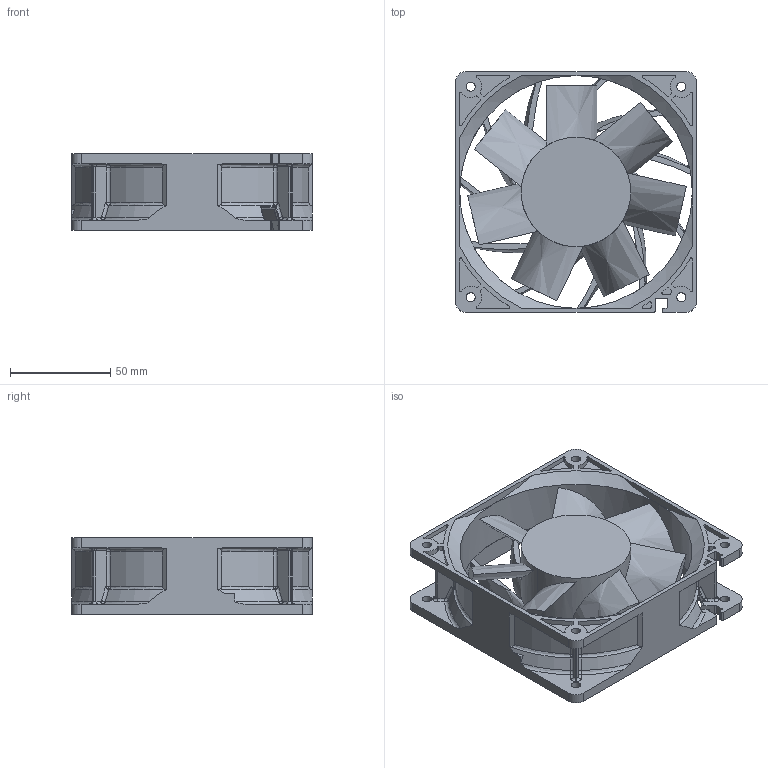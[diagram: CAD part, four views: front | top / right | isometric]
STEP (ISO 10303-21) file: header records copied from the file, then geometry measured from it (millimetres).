
FILE_DESCRIPTION((''),'2;1');
FILE_NAME('410130490006','2015-04-24T',('ALAN.KH.KAO'),(''),'PRO/ENGINEER BY PARAMETRIC TECHNOLOGY CORPORATION, 2012420','PRO/ENGINEER BY PARAMETRIC TECHNOLOGY CORPORATION, 2012420','');
FILE_SCHEMA(('CONFIG_CONTROL_DESIGN'));
Length unit declared in the file: millimetre
Products named in the file (1): 410130490006
Bounding box: 120 x 120 x 38 mm (x, y, z)
Volume: 172491.3 mm3; surface area: 77422.7 mm2
Topology: 1 solids, 1 shells, 654 faces, 1897 edges, 1239 vertices
Faces by surface type: cylinder 226, plane 173, bspline 141, torus 49, cone 39, extrusion 14, sphere 12
Entity records: 39607 total; most frequent: CARTESIAN_POINT 23490, ORIENTED_EDGE 3778, DIRECTION 2878, EDGE_CURVE 1889, VERTEX_POINT 1239, AXIS2_PLACEMENT_3D 1167, B_SPLINE_CURVE_WITH_KNOTS 705, EDGE_LOOP 694
